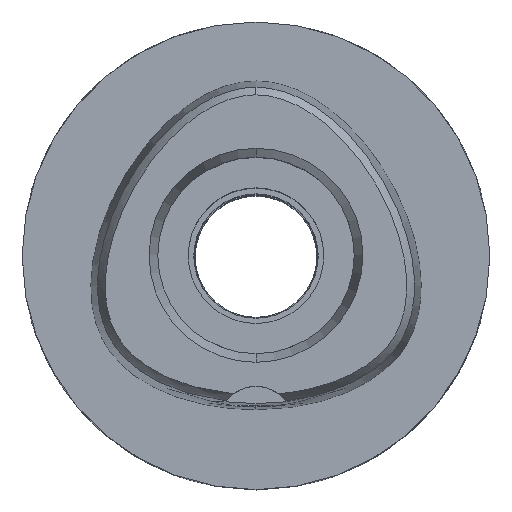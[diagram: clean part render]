
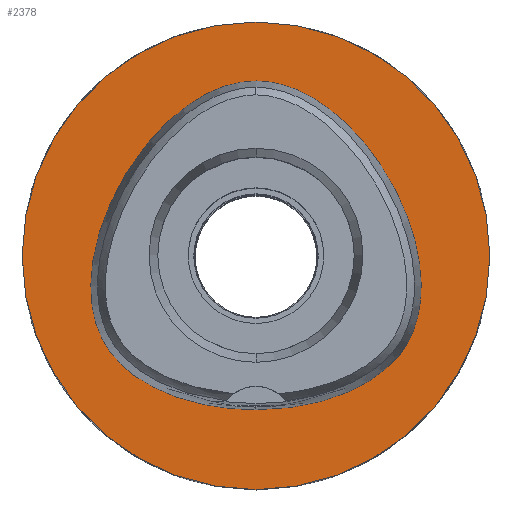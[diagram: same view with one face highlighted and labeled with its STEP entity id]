
A CAD part, top view. The second image highlights one B-rep face of the part: STEP entity #2378.
In plain terms, the highlighted planar face has unit normal (0, 0, 1).
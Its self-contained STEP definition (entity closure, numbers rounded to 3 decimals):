
#313=CARTESIAN_POINT('',(0.,0.,0.));
#314=DIRECTION('',(0.,0.,-1.));
#315=DIRECTION('',(0.,-1.,0.));
#316=AXIS2_PLACEMENT_3D('',#313,#314,#315);
#321=CARTESIAN_POINT('',(0.,0.,0.));
#322=DIRECTION('',(0.,0.,-1.));
#323=DIRECTION('',(0.,1.,0.));
#324=AXIS2_PLACEMENT_3D('',#321,#322,#323);
#329=CARTESIAN_POINT('',(0.,-16.455,
0.));
#330=CARTESIAN_POINT('',(0.711,-16.455,
0.));
#331=CARTESIAN_POINT('',(2.109,-16.402,
0.));
#332=CARTESIAN_POINT('',(4.164,-16.171,
0.));
#333=CARTESIAN_POINT('',(6.095,-15.803,0.));
#334=CARTESIAN_POINT('',(7.867,-15.322,0.));
#335=CARTESIAN_POINT('',(9.458,-14.75,0.));
#336=CARTESIAN_POINT('',(10.863,-14.113,0.));
#337=CARTESIAN_POINT('',(12.09,-13.427,0.));
#338=CARTESIAN_POINT('',(13.15,-12.707,0.));
#339=CARTESIAN_POINT('',(14.06,-11.963,0.));
#340=CARTESIAN_POINT('',(14.836,-11.2,0.));
#341=CARTESIAN_POINT('',(15.492,-10.421,0.));
#342=CARTESIAN_POINT('',(16.042,-9.625,0.));
#343=CARTESIAN_POINT('',(16.504,-8.794,0.));
#344=CARTESIAN_POINT('',(16.894,-7.896,0.));
#345=CARTESIAN_POINT('',(17.218,-6.906,0.));
#346=CARTESIAN_POINT('',(17.464,-5.819,0.));
#347=CARTESIAN_POINT('',(17.622,-4.62,0.));
#348=CARTESIAN_POINT('',(17.68,-3.3,0.));
#349=CARTESIAN_POINT('',(17.619,-1.851,0.));
#350=CARTESIAN_POINT('',(17.42,-0.27,0.));
#351=CARTESIAN_POINT('',(17.064,1.434,0.));
#352=CARTESIAN_POINT('',(16.536,3.241,0.));
#353=CARTESIAN_POINT('',(15.827,5.117,0.));
#354=CARTESIAN_POINT('',(14.944,7.009,0.));
#355=CARTESIAN_POINT('',(13.907,8.857,0.));
#356=CARTESIAN_POINT('',(12.743,10.61,0.));
#357=CARTESIAN_POINT('',(11.492,12.217,0.));
#358=CARTESIAN_POINT('',(10.197,13.642,0.));
#359=CARTESIAN_POINT('',(8.895,14.867,0.));
#360=CARTESIAN_POINT('',(7.614,15.892,0.));
#361=CARTESIAN_POINT('',(6.375,16.728,0.));
#362=CARTESIAN_POINT('',(5.186,17.39,0.));
#363=CARTESIAN_POINT('',(4.051,17.898,0.));
#364=CARTESIAN_POINT('',(2.969,18.27,0.));
#365=CARTESIAN_POINT('',(1.936,18.521,0.));
#366=CARTESIAN_POINT('',(0.948,18.665,
0.));
#367=CARTESIAN_POINT('',(0.312,18.695,
0.));
#368=CARTESIAN_POINT('',(0.,18.695,
0.));
#373=CARTESIAN_POINT('',(0.,18.695,
0.));
#374=CARTESIAN_POINT('',(-0.312,18.695,
0.));
#375=CARTESIAN_POINT('',(-0.948,18.665,
0.));
#376=CARTESIAN_POINT('',(-1.936,18.521,
0.));
#377=CARTESIAN_POINT('',(-2.969,18.27,0.));
#378=CARTESIAN_POINT('',(-4.05,17.898,0.));
#379=CARTESIAN_POINT('',(-5.185,17.39,0.));
#380=CARTESIAN_POINT('',(-6.374,16.728,0.));
#381=CARTESIAN_POINT('',(-7.614,15.893,0.));
#382=CARTESIAN_POINT('',(-8.894,14.867,0.));
#383=CARTESIAN_POINT('',(-10.196,13.642,0.));
#384=CARTESIAN_POINT('',(-11.491,12.218,0.));
#385=CARTESIAN_POINT('',(-12.742,10.611,0.));
#386=CARTESIAN_POINT('',(-13.906,8.859,0.));
#387=CARTESIAN_POINT('',(-14.943,7.011,0.));
#388=CARTESIAN_POINT('',(-15.827,5.119,0.));
#389=CARTESIAN_POINT('',(-16.535,3.244,0.));
#390=CARTESIAN_POINT('',(-17.063,1.437,0.));
#391=CARTESIAN_POINT('',(-17.419,-0.267,0.));
#392=CARTESIAN_POINT('',(-17.618,-1.847,0.));
#393=CARTESIAN_POINT('',(-17.68,-3.296,0.));
#394=CARTESIAN_POINT('',(-17.623,-4.616,0.));
#395=CARTESIAN_POINT('',(-17.464,-5.815,0.));
#396=CARTESIAN_POINT('',(-17.218,-6.903,0.));
#397=CARTESIAN_POINT('',(-16.896,-7.892,0.));
#398=CARTESIAN_POINT('',(-16.505,-8.792,0.));
#399=CARTESIAN_POINT('',(-16.042,-9.625,0.));
#400=CARTESIAN_POINT('',(-15.492,-10.421,0.));
#401=CARTESIAN_POINT('',(-14.837,-11.199,0.));
#402=CARTESIAN_POINT('',(-14.06,-11.963,0.));
#403=CARTESIAN_POINT('',(-13.151,-12.707,0.));
#404=CARTESIAN_POINT('',(-12.091,-13.426,0.));
#405=CARTESIAN_POINT('',(-10.864,-14.112,0.));
#406=CARTESIAN_POINT('',(-9.459,-14.75,0.));
#407=CARTESIAN_POINT('',(-7.868,-15.321,0.));
#408=CARTESIAN_POINT('',(-6.095,-15.803,0.));
#409=CARTESIAN_POINT('',(-4.164,-16.171,
0.));
#410=CARTESIAN_POINT('',(-2.109,-16.402,
0.));
#411=CARTESIAN_POINT('',(-0.711,-16.455,
0.));
#412=CARTESIAN_POINT('',(0.,-16.455,
0.));
#1583=VERTEX_POINT('',#373);
#1584=VERTEX_POINT('',#412);
#1589=CARTESIAN_POINT('',(0.,-25.,0.));
#1590=CARTESIAN_POINT('',(0.,25.,0.));
#1591=VERTEX_POINT('',#1589);
#1592=VERTEX_POINT('',#1590);
#2362=CARTESIAN_POINT('',(0.,0.,0.));
#2363=DIRECTION('',(0.,0.,-1.));
#2364=DIRECTION('',(0.,-1.,0.));
#2365=AXIS2_PLACEMENT_3D('',#2362,#2363,#2364);
#2366=PLANE('',#2365);
#2368=ORIENTED_EDGE('',*,*,#2367,.T.);
#2370=ORIENTED_EDGE('',*,*,#2369,.T.);
#2371=EDGE_LOOP('',(#2368,#2370));
#2372=FACE_OUTER_BOUND('',#2371,.F.);
#2374=ORIENTED_EDGE('',*,*,#2373,.T.);
#2375=ORIENTED_EDGE('',*,*,#2345,.T.);
#2376=EDGE_LOOP('',(#2374,#2375));
#2377=FACE_BOUND('',#2376,.F.);
#317=CIRCLE('',#316,25.);
#325=CIRCLE('',#324,25.);
#369=B_SPLINE_CURVE_WITH_KNOTS('',3,(#329,#330,#331,#332,#333,#334,#335,#336,
#337,#338,#339,#340,#341,#342,#343,#344,#345,#346,#347,#348,#349,#350,#351,#352,
#353,#354,#355,#356,#357,#358,#359,#360,#361,#362,#363,#364,#365,#366,#367,
#368),.UNSPECIFIED.,.F.,.F.,(4,1,1,1,1,1,1,1,1,1,1,1,1,1,1,1,1,1,1,1,1,1,1,1,1,
1,1,1,1,1,1,1,1,1,1,1,1,4),(0.,0.027,0.054,
0.081,0.108,0.135,0.162,
0.189,0.216,0.243,0.27,
0.297,0.324,0.351,0.378,
0.405,0.432,0.459,0.486,
0.514,0.541,0.568,0.595,
0.622,0.649,0.676,0.703,
0.73,0.757,0.784,0.811,
0.838,0.865,0.892,0.919,
0.946,0.973,1.),.UNSPECIFIED.);
#413=B_SPLINE_CURVE_WITH_KNOTS('',3,(#373,#374,#375,#376,#377,#378,#379,#380,
#381,#382,#383,#384,#385,#386,#387,#388,#389,#390,#391,#392,#393,#394,#395,#396,
#397,#398,#399,#400,#401,#402,#403,#404,#405,#406,#407,#408,#409,#410,#411,
#412),.UNSPECIFIED.,.F.,.F.,(4,1,1,1,1,1,1,1,1,1,1,1,1,1,1,1,1,1,1,1,1,1,1,1,1,
1,1,1,1,1,1,1,1,1,1,1,1,4),(0.,0.027,0.054,
0.081,0.108,0.135,0.162,
0.189,0.216,0.243,0.27,
0.297,0.324,0.351,0.378,
0.405,0.432,0.459,0.486,
0.514,0.541,0.568,0.595,
0.622,0.649,0.676,0.703,
0.73,0.757,0.784,0.811,
0.838,0.865,0.892,0.919,
0.946,0.973,1.),.UNSPECIFIED.);
#2345=EDGE_CURVE('',#1583,#1584,#413,.T.);
#2367=EDGE_CURVE('',#1591,#1592,#317,.T.);
#2369=EDGE_CURVE('',#1592,#1591,#325,.T.);
#2373=EDGE_CURVE('',#1584,#1583,#369,.T.);
#2378=ADVANCED_FACE('',(#2372,#2377),#2366,.F.);
